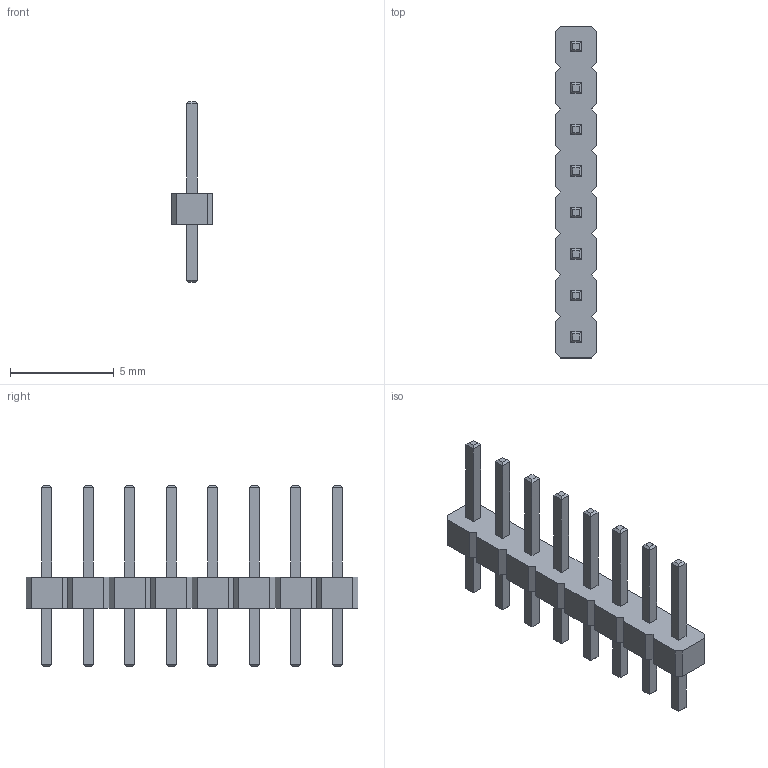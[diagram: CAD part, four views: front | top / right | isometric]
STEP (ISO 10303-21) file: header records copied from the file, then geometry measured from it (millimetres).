
FILE_DESCRIPTION(('FreeCAD Model'),'2;1');
FILE_NAME('./generated_pinheaders//PinHeader_Straight_1x08x2.00mm.step', '2016-03-29T22:53:20',('Author'),(''), 'Open CASCADE STEP processor 6.8','FreeCAD','Unknown');
FILE_SCHEMA(('AUTOMOTIVE_DESIGN_CC2 { 1 2 10303 214 -1 1 5 4 }'));
Length unit declared in the file: millimetre
Products named in the file (1): PinHeader_Straight_1x08x200mm
Bounding box: 2 x 16 x 8.7 mm (x, y, z)
Volume: 60.8 mm3; surface area: 232.5 mm2
Topology: 1 solids, 1 shells, 196 faces, 470 edges, 292 vertices
Faces by surface type: plane 196
Entity records: 12849 total; most frequent: CARTESIAN_POINT 2027, DIRECTION 1676, LINE 1282, VECTOR 1282, ORIENTED_EDGE 940, PCURVE 940, DEFINITIONAL_REPRESENTATION 940, EDGE_CURVE 470
